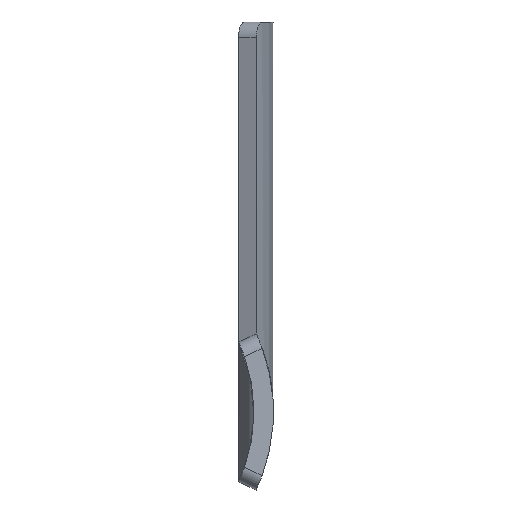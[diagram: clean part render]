
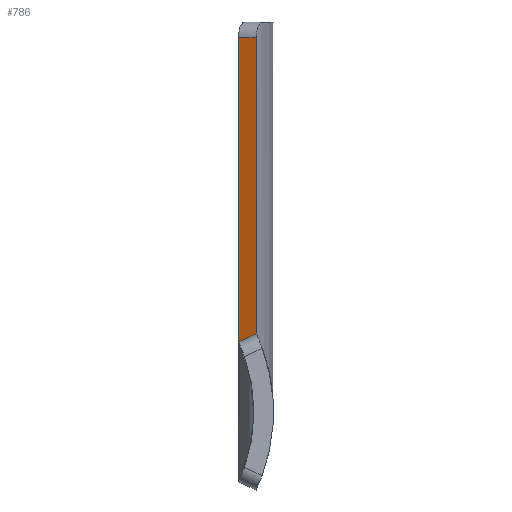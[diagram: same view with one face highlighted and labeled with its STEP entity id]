
A CAD part, front view. The second image highlights one B-rep face of the part: STEP entity #786.
In plain terms, the highlighted planar face has unit normal (-0.422, -0.907, 0).
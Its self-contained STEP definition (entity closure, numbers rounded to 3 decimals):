
#51 = ORIENTED_EDGE ( 'NONE', *, *, #336, .F. ) ;
#82 = CARTESIAN_POINT ( 'NONE',  ( 0.287, 40., -11.1 ) ) ;
#97 = LINE ( 'NONE', #106, #480 ) ;
#106 = CARTESIAN_POINT ( 'NONE',  ( 11.352, 34.85, 15.15 ) ) ;
#128 = VERTEX_POINT ( 'NONE', #408 ) ;
#141 = EDGE_CURVE ( 'NONE', #371, #887, #476, .T. ) ;
#181 = FACE_OUTER_BOUND ( 'NONE', #839, .T. ) ;
#214 = ORIENTED_EDGE ( 'NONE', *, *, #404, .F. ) ;
#234 = ORIENTED_EDGE ( 'NONE', *, *, #141, .T. ) ;
#268 = CARTESIAN_POINT ( 'NONE',  ( -1.98, 41.055, 48. ) ) ;
#275 = DIRECTION ( 'NONE',  ( 0.907, -0.422, 0. ) ) ;
#290 = CARTESIAN_POINT ( 'NONE',  ( -1.98, 41.055, 48. ) ) ;
#317 = CARTESIAN_POINT ( 'NONE',  ( -1.98, 41.055, -11.1 ) ) ;
#336 = EDGE_CURVE ( 'NONE', #128, #819, #97, .T. ) ;
#371 = VERTEX_POINT ( 'NONE', #821 ) ;
#404 = EDGE_CURVE ( 'NONE', #819, #887, #825, .T. ) ;
#408 = CARTESIAN_POINT ( 'NONE',  ( 0.287, 40., 10. ) ) ;
#421 = AXIS2_PLACEMENT_3D ( 'NONE', #924, #763, #275 ) ;
#423 = VECTOR ( 'NONE', #936, 1000. ) ;
#426 = DIRECTION ( 'NONE',  ( 0., 0., 1. ) ) ;
#476 = LINE ( 'NONE', #268, #423 ) ;
#480 = VECTOR ( 'NONE', #528, 1000. ) ;
#528 = DIRECTION ( 'NONE',  ( -0.835, 0.389, -0.389 ) ) ;
#576 = EDGE_CURVE ( 'NONE', #128, #371, #589, .T. ) ;
#589 = LINE ( 'NONE', #82, #591 ) ;
#591 = VECTOR ( 'NONE', #426, 1000. ) ;
#627 = PLANE ( 'NONE',  #421 ) ;
#742 = ORIENTED_EDGE ( 'NONE', *, *, #576, .T. ) ;
#763 = DIRECTION ( 'NONE',  ( -0.422, -0.907, 0. ) ) ;
#769 = DIRECTION ( 'NONE',  ( 0., 0., 1. ) ) ;
#786 = ADVANCED_FACE ( 'NONE', ( #181 ), #627, .T. ) ;
#819 = VERTEX_POINT ( 'NONE', #914 ) ;
#821 = CARTESIAN_POINT ( 'NONE',  ( 0.287, 40., 48. ) ) ;
#825 = LINE ( 'NONE', #317, #865 ) ;
#839 = EDGE_LOOP ( 'NONE', ( #742, #234, #214, #51 ) ) ;
#865 = VECTOR ( 'NONE', #769, 1000. ) ;
#887 = VERTEX_POINT ( 'NONE', #290 ) ;
#914 = CARTESIAN_POINT ( 'NONE',  ( -1.98, 41.055, 8.945 ) ) ;
#924 = CARTESIAN_POINT ( 'NONE',  ( -1.98, 41.055, -11.1 ) ) ;
#936 = DIRECTION ( 'NONE',  ( -0.907, 0.422, 0. ) ) ;
